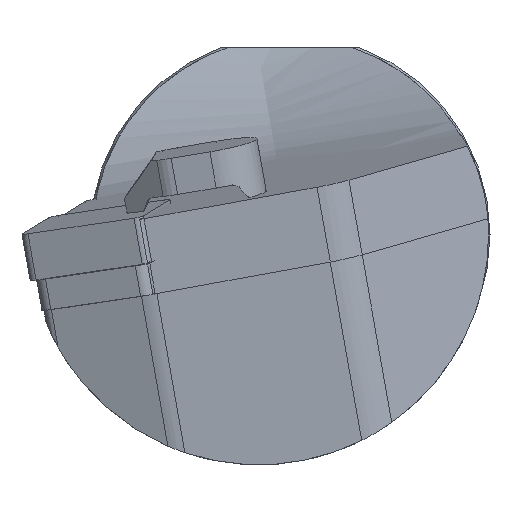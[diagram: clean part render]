
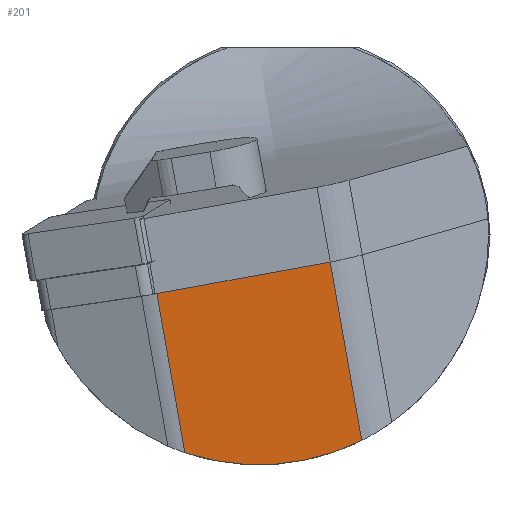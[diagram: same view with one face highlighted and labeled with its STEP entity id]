
A CAD part, left-side view. The second image highlights one B-rep face of the part: STEP entity #201.
In plain terms, the highlighted planar face has unit normal (-0.993, -0.071, -0.093).
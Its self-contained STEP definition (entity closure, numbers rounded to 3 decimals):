
#154=ELLIPSE('',#1358,23.16,23.);
#201=ADVANCED_FACE('',(#309),#269,.T.);
#269=PLANE('',#1362);
#309=FACE_OUTER_BOUND('',#377,.T.);
#377=EDGE_LOOP('',(#657,#658,#659,#660));
#451=LINE('',#1885,#546);
#452=LINE('',#1886,#547);
#453=LINE('',#1888,#548);
#546=VECTOR('',#1512,1.);
#547=VECTOR('',#1513,1.);
#548=VECTOR('',#1514,1.);
#657=ORIENTED_EDGE('',*,*,#1141,.F.);
#658=ORIENTED_EDGE('',*,*,#1136,.F.);
#659=ORIENTED_EDGE('',*,*,#1142,.T.);
#660=ORIENTED_EDGE('',*,*,#1143,.T.);
#1007=VERTEX_POINT('',#1835);
#1016=VERTEX_POINT('',#1862);
#1017=VERTEX_POINT('',#1864);
#1021=VERTEX_POINT('',#1887);
#1136=EDGE_CURVE('',#1016,#1017,#154,.T.);
#1141=EDGE_CURVE('',#1017,#1007,#451,.T.);
#1142=EDGE_CURVE('',#1016,#1021,#452,.T.);
#1143=EDGE_CURVE('',#1021,#1007,#453,.T.);
#1358=AXIS2_PLACEMENT_3D('',#1863,#1504,#1505);
#1362=AXIS2_PLACEMENT_3D('',#1889,#1515,#1516);
#1504=DIRECTION('',(0.993,0.071,0.093));
#1505=DIRECTION('',(-0.117,0.6,0.791));
#1512=DIRECTION('',(-0.105,0.173,0.979));
#1513=DIRECTION('',(-0.105,0.173,0.979));
#1514=DIRECTION('',(-0.053,0.982,-0.179));
#1515=DIRECTION('',(-0.993,-0.071,-0.093));
#1516=DIRECTION('',(-0.094,0.,0.996));
#1835=CARTESIAN_POINT('',(-221.304,27.081,57.618));
#1862=CARTESIAN_POINT('',(-218.457,6.578,42.923));
#1863=CARTESIAN_POINT('',(-221.129,16.891,63.481));
#1864=CARTESIAN_POINT('',(-219.605,24.274,41.699));
#1885=CARTESIAN_POINT('',(-272.202,111.173,534.528));
#1886=CARTESIAN_POINT('',(-271.261,93.819,537.688));
#1887=CARTESIAN_POINT('',(-220.363,9.727,60.778));
#1888=CARTESIAN_POINT('',(-220.363,9.727,60.778));
#1889=CARTESIAN_POINT('',(-271.261,93.819,537.688));
